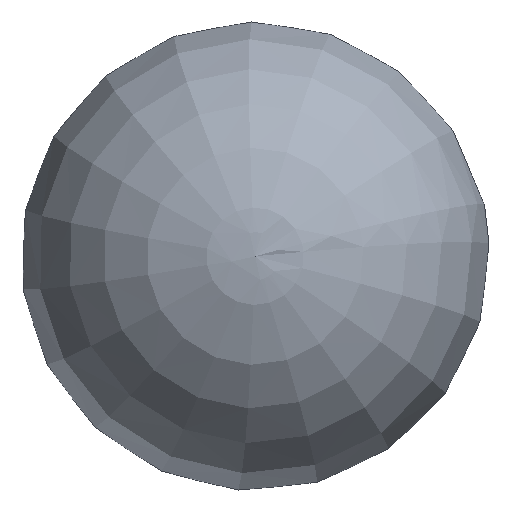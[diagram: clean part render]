
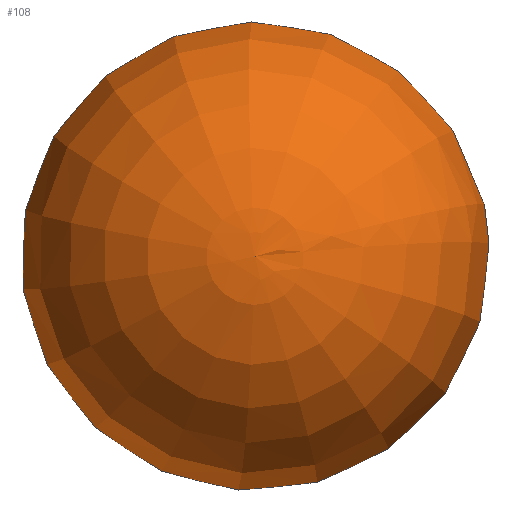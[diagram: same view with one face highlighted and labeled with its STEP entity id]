
A CAD part, left-side view. The second image highlights one B-rep face of the part: STEP entity #108.
In plain terms, the highlighted face is a revolution surface.
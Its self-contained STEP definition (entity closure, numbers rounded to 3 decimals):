
#38=SURFACE_OF_REVOLUTION('',#46,#42);
#42=AXIS1_PLACEMENT('',#319,#263);
#46=B_SPLINE_CURVE_WITH_KNOTS('',3,(#307,#308,#309,#310,#311,#312,#313,
#314,#315,#316,#317,#318),.UNSPECIFIED.,.F.,.F.,(4,2,2,2,2,4),(0.,0.321,
0.482,0.643,0.964,1.),.UNSPECIFIED.);
#47=VERTEX_LOOP('',#173);
#89=FACE_BOUND('',#47,.T.);
#90=FACE_BOUND('',#133,.T.);
#108=ADVANCED_FACE('',(#89,#90),#38,.T.);
#133=EDGE_LOOP('',(#157));
#157=ORIENTED_EDGE('',*,*,#186,.T.);
#173=VERTEX_POINT('',#304);
#174=VERTEX_POINT('',#306);
#186=EDGE_CURVE('',#174,#174,#198,.T.);
#198=CIRCLE('',#220,12.591);
#220=AXIS2_PLACEMENT_3D('',#305,#261,#262);
#261=DIRECTION('',(-1.,0.,0.));
#262=DIRECTION('',(0.,0.,1.));
#263=DIRECTION('',(-1.,0.,0.));
#304=CARTESIAN_POINT('',(0.,0.,0.));
#305=CARTESIAN_POINT('',(14.671,0.,0.));
#306=CARTESIAN_POINT('',(14.671,0.,12.591));
#307=CARTESIAN_POINT('',(14.671,-12.31,2.644));
#308=CARTESIAN_POINT('',(12.543,-12.685,2.853));
#309=CARTESIAN_POINT('',(10.085,-12.508,2.927));
#310=CARTESIAN_POINT('',(6.669,-11.125,2.718));
#311=CARTESIAN_POINT('',(5.584,-10.486,2.597));
#312=CARTESIAN_POINT('',(3.658,-8.922,2.264));
#313=CARTESIAN_POINT('',(2.819,-7.999,2.053));
#314=CARTESIAN_POINT('',(0.794,-5.004,1.333));
#315=CARTESIAN_POINT('',(0.129,-2.732,0.743));
#316=CARTESIAN_POINT('',(0.006,-0.446,0.122));
#317=CARTESIAN_POINT('',(0.,-0.221,0.061));
#318=CARTESIAN_POINT('',(0.,0.,0.));
#319=CARTESIAN_POINT('',(12.5,0.,0.));
